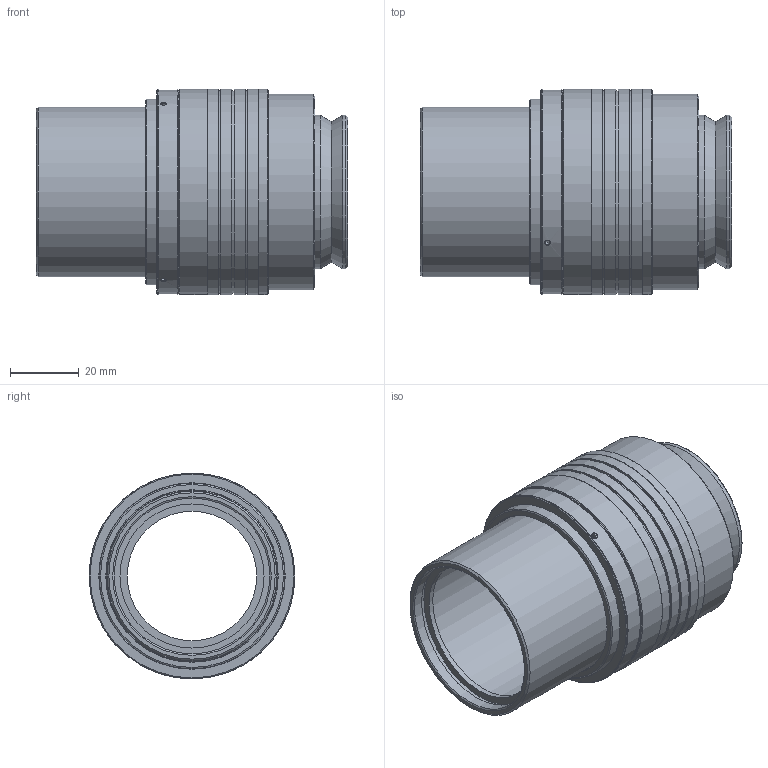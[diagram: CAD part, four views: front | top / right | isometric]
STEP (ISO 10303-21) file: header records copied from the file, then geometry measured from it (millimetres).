
FILE_DESCRIPTION(/* description */ ('FF, 1.5X LENS ATTACHMENT'),/* implementation_level */ '2;1');
FILE_NAME(/* name */ '81206M1.stp',/* time_stamp */ '2023-07-07T08:37:33-04:00',/* author */ ('ccragon'),/* organization */ ('NAVITAR'),/* preprocessor_version */ 'ST-DEVELOPER v18.1',/* originating_system */ 'Autodesk Inventor 2022',/* authorisation */ '');
FILE_SCHEMA (('AUTOMOTIVE_DESIGN { 1 0 10303 214 3 1 1 }'));
Length unit declared in the file: inch
Products named in the file (9): 1-81206M1; 3-80315; 3-80320; 3-80318; 3-61439; 3-80596; 3-80319; 8-7006; 8-7801
Assembly tree (10 placements, depth 2):
  1-81206M1
    3-80315
    3-80320
    3-80318
    3-61439
    3-80596
    3-80319
    8-7006  x3
    8-7801
Bounding box: 90.39 x 59.69 x 59.69 mm (x, y, z)
Volume: 56335.3 mm3; surface area: 63362.7 mm2
Topology: 10 solids, 10 shells, 175 faces, 368 edges, 242 vertices
Faces by surface type: plane 84, cylinder 54, cone 35, bspline 2
Full cylindrical faces by diameter (mm): 1.146 x3, 1.6 x1, 1.702 x4, 2.083 x1, 2.184 x3, 2.464 x1, 2.997 x1, 3.162 x1, 37.592 x1, 39.37 x1, 41.808 x1, 44.45 x2, 45.188 x1, 46.052 x1, 46.52 x1, 46.965 x1, 47.824 x1, 49.289 x1, 50.051 x1, 50.063 x1, 53.088 x1, 53.111 x1, 53.467 x1, 53.947 x1, 53.988 x2, 54 x1, 56.642 x1, 57.15 x1, 57.912 x1, 58.674 x3
Entity records: 4901 total; most frequent: CARTESIAN_POINT 1260, DIRECTION 724, ORIENTED_EDGE 614, EDGE_CURVE 307, AXIS2_PLACEMENT_3D 289, VERTEX_POINT 204, EDGE_LOOP 199, FACE_OUTER_BOUND 147
